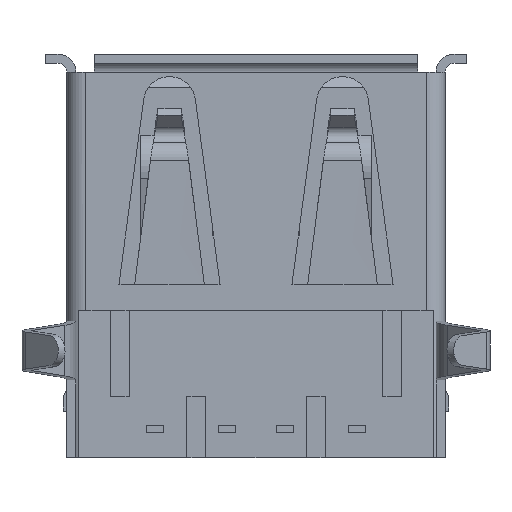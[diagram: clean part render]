
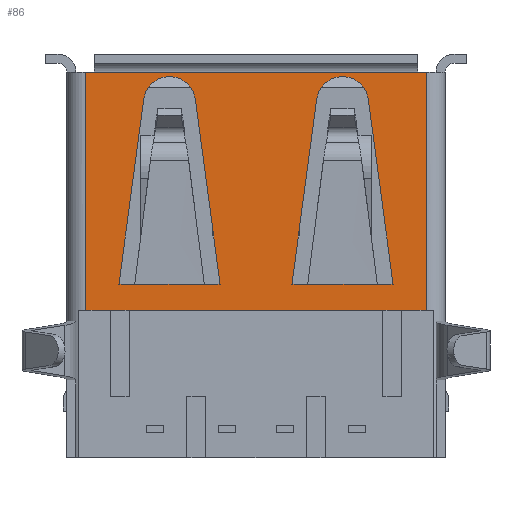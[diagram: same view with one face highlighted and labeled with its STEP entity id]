
A CAD part, front view. The second image highlights one B-rep face of the part: STEP entity #86.
In plain terms, the highlighted planar face has unit normal (0, -1, 0).
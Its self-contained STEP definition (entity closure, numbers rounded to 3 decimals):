
#86=ADVANCED_FACE('',(#561,#562,#563),#564,.T.);
#561=FACE_OUTER_BOUND('',#1542,.T.);
#562=FACE_BOUND('',#1543,.T.);
#563=FACE_BOUND('',#1544,.T.);
#564=PLANE('',#1545);
#1542=EDGE_LOOP('',(#3468,#3469,#3470,#3471,#3472,#3473));
#1543=EDGE_LOOP('',(#3474,#3475,#3476,#3477,#3478,#3479));
#1544=EDGE_LOOP('',(#3480,#3481,#3482,#3483,#3484,#3485));
#1545=AXIS2_PLACEMENT_3D('',#3486,#3487,#3488);
#3468=ORIENTED_EDGE('',*,*,#6688,.F.);
#3469=ORIENTED_EDGE('',*,*,#6689,.F.);
#3470=ORIENTED_EDGE('',*,*,#6690,.F.);
#3471=ORIENTED_EDGE('',*,*,#6691,.F.);
#3472=ORIENTED_EDGE('',*,*,#6692,.F.);
#3473=ORIENTED_EDGE('',*,*,#6693,.F.);
#3474=ORIENTED_EDGE('',*,*,#6687,.F.);
#3475=ORIENTED_EDGE('',*,*,#6618,.T.);
#3476=ORIENTED_EDGE('',*,*,#6659,.T.);
#3477=ORIENTED_EDGE('',*,*,#6656,.T.);
#3478=ORIENTED_EDGE('',*,*,#6652,.T.);
#3479=ORIENTED_EDGE('',*,*,#6610,.T.);
#3480=ORIENTED_EDGE('',*,*,#6694,.F.);
#3481=ORIENTED_EDGE('',*,*,#6695,.T.);
#3482=ORIENTED_EDGE('',*,*,#6696,.T.);
#3483=ORIENTED_EDGE('',*,*,#6697,.T.);
#3484=ORIENTED_EDGE('',*,*,#6698,.T.);
#3485=ORIENTED_EDGE('',*,*,#6699,.T.);
#3486=CARTESIAN_POINT('',(-6.565,-2.878,-0.62));
#3487=DIRECTION('',(0.0,-1.0,0.0));
#3488=DIRECTION('',(0.0,0.0,-1.0));
#6610=EDGE_CURVE('',#7801,#7802,#7803,.T.);
#6618=EDGE_CURVE('',#7818,#7816,#7819,.T.);
#6652=EDGE_CURVE('',#7873,#7801,#7874,.T.);
#6656=EDGE_CURVE('',#7879,#7873,#7880,.T.);
#6659=EDGE_CURVE('',#7816,#7879,#7884,.T.);
#6687=EDGE_CURVE('',#7818,#7802,#7932,.T.);
#6688=EDGE_CURVE('',#7933,#7934,#7935,.T.);
#6689=EDGE_CURVE('',#7936,#7933,#7937,.T.);
#6690=EDGE_CURVE('',#7938,#7936,#7939,.T.);
#6691=EDGE_CURVE('',#7940,#7938,#7941,.T.);
#6692=EDGE_CURVE('',#7942,#7940,#7943,.T.);
#6693=EDGE_CURVE('',#7934,#7942,#7944,.T.);
#6694=EDGE_CURVE('',#7945,#7946,#7947,.T.);
#6695=EDGE_CURVE('',#7945,#7948,#7949,.T.);
#6696=EDGE_CURVE('',#7948,#7950,#7951,.T.);
#6697=EDGE_CURVE('',#7950,#7952,#7953,.T.);
#6698=EDGE_CURVE('',#7952,#7954,#7955,.T.);
#6699=EDGE_CURVE('',#7954,#7946,#7956,.T.);
#7801=VERTEX_POINT('',#9777);
#7802=VERTEX_POINT('',#9778);
#7803=LINE('',#9779,#9780);
#7816=VERTEX_POINT('',#9805);
#7818=VERTEX_POINT('',#9808);
#7819=LINE('',#9809,#9810);
#7873=VERTEX_POINT('',#9927);
#7874=LINE('',#9928,#9929);
#7879=VERTEX_POINT('',#9937);
#7880=CIRCLE('',#9938,0.904);
#7884=LINE('',#9943,#9944);
#7932=LINE('',#10046,#10047);
#7933=VERTEX_POINT('',#10048);
#7934=VERTEX_POINT('',#10049);
#7935=LINE('',#10050,#10051);
#7936=VERTEX_POINT('',#10052);
#7937=LINE('',#10053,#10054);
#7938=VERTEX_POINT('',#10055);
#7939=LINE('',#10056,#10057);
#7940=VERTEX_POINT('',#10058);
#7941=LINE('',#10059,#10060);
#7942=VERTEX_POINT('',#10061);
#7943=LINE('',#10062,#10063);
#7944=LINE('',#10064,#10065);
#7945=VERTEX_POINT('',#10066);
#7946=VERTEX_POINT('',#10067);
#7947=LINE('',#10068,#10069);
#7948=VERTEX_POINT('',#10070);
#7949=LINE('',#10071,#10072);
#7950=VERTEX_POINT('',#10073);
#7951=LINE('',#10074,#10075);
#7952=VERTEX_POINT('',#10076);
#7953=CIRCLE('',#10077,0.904);
#7954=VERTEX_POINT('',#10078);
#7955=LINE('',#10079,#10080);
#7956=LINE('',#10081,#10082);
#9777=CARTESIAN_POINT('',(4.754,-2.878,-7.98));
#9778=CARTESIAN_POINT('',(4.209,-2.878,-7.98));
#9779=CARTESIAN_POINT('',(4.754,-2.878,-7.98));
#9780=VECTOR('',#12990,0.545);
#9805=CARTESIAN_POINT('',(1.246,-2.878,-7.98));
#9808=CARTESIAN_POINT('',(1.791,-2.878,-7.98));
#9809=CARTESIAN_POINT('',(1.791,-2.878,-7.98));
#9810=VECTOR('',#12996,0.545);
#9927=CARTESIAN_POINT('',(3.896,-2.878,-1.564));
#9928=CARTESIAN_POINT('',(3.896,-2.878,-1.564));
#9929=VECTOR('',#13022,6.474);
#9937=CARTESIAN_POINT('',(2.104,-2.878,-1.564));
#9938=AXIS2_PLACEMENT_3D('',#13026,#13027,#13028);
#9943=CARTESIAN_POINT('',(1.246,-2.878,-7.98));
#9944=VECTOR('',#13033,6.474);
#10046=CARTESIAN_POINT('',(1.791,-2.878,-7.98));
#10047=VECTOR('',#13053,2.419);
#10048=CARTESIAN_POINT('',(5.927,-2.878,-8.88));
#10049=CARTESIAN_POINT('',(-5.927,-2.878,-8.88));
#10050=CARTESIAN_POINT('',(5.927,-2.878,-8.88));
#10051=VECTOR('',#13054,11.854);
#10052=CARTESIAN_POINT('',(5.927,-2.878,-0.62));
#10053=CARTESIAN_POINT('',(5.927,-2.878,-0.62));
#10054=VECTOR('',#13055,8.26);
#10055=CARTESIAN_POINT('',(5.607,-2.878,-0.62));
#10056=CARTESIAN_POINT('',(5.607,-2.878,-0.62));
#10057=VECTOR('',#13056,0.32);
#10058=CARTESIAN_POINT('',(-5.607,-2.878,-0.62));
#10059=CARTESIAN_POINT('',(-5.607,-2.878,-0.62));
#10060=VECTOR('',#13057,11.214);
#10061=CARTESIAN_POINT('',(-5.927,-2.878,-0.62));
#10062=CARTESIAN_POINT('',(-5.927,-2.878,-0.62));
#10063=VECTOR('',#13058,0.32);
#10064=CARTESIAN_POINT('',(-5.927,-2.878,-8.88));
#10065=VECTOR('',#13059,8.26);
#10066=CARTESIAN_POINT('',(-4.209,-2.878,-7.98));
#10067=CARTESIAN_POINT('',(-1.791,-2.878,-7.98));
#10068=CARTESIAN_POINT('',(-4.209,-2.878,-7.98));
#10069=VECTOR('',#13060,2.419);
#10070=CARTESIAN_POINT('',(-4.754,-2.878,-7.98));
#10071=CARTESIAN_POINT('',(-4.209,-2.878,-7.98));
#10072=VECTOR('',#13061,0.545);
#10073=CARTESIAN_POINT('',(-3.896,-2.878,-1.564));
#10074=CARTESIAN_POINT('',(-4.754,-2.878,-7.98));
#10075=VECTOR('',#13062,6.474);
#10076=CARTESIAN_POINT('',(-2.104,-2.878,-1.564));
#10077=AXIS2_PLACEMENT_3D('',#13063,#13064,#13065);
#10078=CARTESIAN_POINT('',(-1.246,-2.878,-7.98));
#10079=CARTESIAN_POINT('',(-2.104,-2.878,-1.564));
#10080=VECTOR('',#13066,6.474);
#10081=CARTESIAN_POINT('',(-1.246,-2.878,-7.98));
#10082=VECTOR('',#13067,0.545);
#12990=DIRECTION('',(-1.0,0.,0.));
#12996=DIRECTION('',(-1.0,0.,0.));
#13022=DIRECTION('',(0.133,0.0,-0.991));
#13026=CARTESIAN_POINT('',(3.0,-2.878,-1.684));
#13027=DIRECTION('',(0.0,1.0,0.0));
#13028=DIRECTION('',(-0.991,0.0,0.133));
#13033=DIRECTION('',(0.133,0.0,0.991));
#13053=DIRECTION('',(1.0,0.0,0.0));
#13054=DIRECTION('',(-1.0,0.0,0.0));
#13055=DIRECTION('',(0.0,0.0,-1.0));
#13056=DIRECTION('',(1.0,0.0,0.0));
#13057=DIRECTION('',(1.0,0.0,0.0));
#13058=DIRECTION('',(1.0,0.0,0.0));
#13059=DIRECTION('',(0.0,0.0,1.0));
#13060=DIRECTION('',(1.0,0.0,0.0));
#13061=DIRECTION('',(-1.0,0.,0.));
#13062=DIRECTION('',(0.133,0.0,0.991));
#13063=CARTESIAN_POINT('',(-3.0,-2.878,-1.684));
#13064=DIRECTION('',(0.0,1.0,0.0));
#13065=DIRECTION('',(-0.991,0.0,0.133));
#13066=DIRECTION('',(0.133,0.0,-0.991));
#13067=DIRECTION('',(-1.0,0.,0.));
